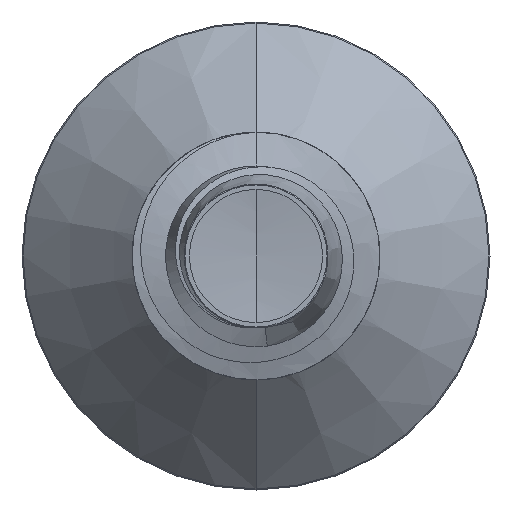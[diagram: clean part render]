
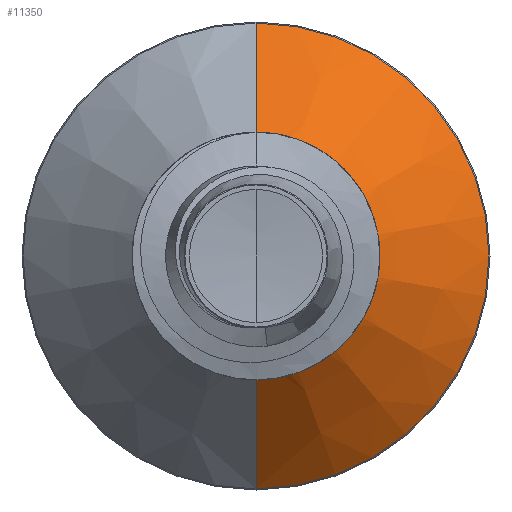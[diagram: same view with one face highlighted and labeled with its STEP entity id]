
A CAD part, front view. The second image highlights one B-rep face of the part: STEP entity #11350.
In plain terms, the highlighted conical face has half-angle 45 degrees and reference radius 0.724 mm.
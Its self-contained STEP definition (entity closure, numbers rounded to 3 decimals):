
#1091 = DIRECTION ( 'NONE',  ( 0., 0., 1. ) ) ;
#1218 = CONICAL_SURFACE ( 'NONE', #11261, 0.724, 0.785 ) ;
#1273 = DIRECTION ( 'NONE',  ( 0., 0.707, 0.707 ) ) ;
#1738 = DIRECTION ( 'NONE',  ( 0., 1., 0. ) ) ;
#2043 = CARTESIAN_POINT ( 'NONE',  ( 0., 4.174, 0. ) ) ;
#2215 = AXIS2_PLACEMENT_3D ( 'NONE', #14410, #7730, #1091 ) ;
#2840 = EDGE_CURVE ( 'NONE', #6170, #9890, #11967, .T. ) ;
#2892 = LINE ( 'NONE', #13520, #8815 ) ;
#3630 = CIRCLE ( 'NONE', #6218, 0.724 ) ;
#4288 = CARTESIAN_POINT ( 'NONE',  ( 0., 5.142, 1.692 ) ) ;
#4676 = VECTOR ( 'NONE', #13855, 1000. ) ;
#4969 = ORIENTED_EDGE ( 'NONE', *, *, #14215, .T. ) ;
#5355 = VERTEX_POINT ( 'NONE', #8937 ) ;
#5531 = EDGE_LOOP ( 'NONE', ( #4969, #8967, #5874, #13687 ) ) ;
#5874 = ORIENTED_EDGE ( 'NONE', *, *, #2840, .F. ) ;
#6170 = VERTEX_POINT ( 'NONE', #4288 ) ;
#6218 = AXIS2_PLACEMENT_3D ( 'NONE', #13278, #6609, #14390 ) ;
#6361 = FACE_OUTER_BOUND ( 'NONE', #5531, .T. ) ;
#6609 = DIRECTION ( 'NONE',  ( 0., 1., 0. ) ) ;
#7730 = DIRECTION ( 'NONE',  ( 0., 1., 0. ) ) ;
#8815 = VECTOR ( 'NONE', #1273, 1000. ) ;
#8937 = CARTESIAN_POINT ( 'NONE',  ( 0., 4.174, -0.724 ) ) ;
#8967 = ORIENTED_EDGE ( 'NONE', *, *, #12735, .T. ) ;
#9221 = CARTESIAN_POINT ( 'NONE',  ( 0., 5.142, -1.692 ) ) ;
#9382 = EDGE_CURVE ( 'NONE', #13539, #6170, #2892, .T. ) ;
#9812 = DIRECTION ( 'NONE',  ( 0., 0., 1. ) ) ;
#9890 = VERTEX_POINT ( 'NONE', #9221 ) ;
#11261 = AXIS2_PLACEMENT_3D ( 'NONE', #2043, #1738, #9812 ) ;
#11350 = ADVANCED_FACE ( 'NONE', ( #6361 ), #1218, .T. ) ;
#11967 = CIRCLE ( 'NONE', #2215, 1.692 ) ;
#12735 = EDGE_CURVE ( 'NONE', #5355, #9890, #13555, .T. ) ;
#12736 = CARTESIAN_POINT ( 'NONE',  ( 0., 4.174, -0.724 ) ) ;
#13278 = CARTESIAN_POINT ( 'NONE',  ( 0., 4.174, 0. ) ) ;
#13520 = CARTESIAN_POINT ( 'NONE',  ( 0., 4.174, 0.724 ) ) ;
#13539 = VERTEX_POINT ( 'NONE', #14003 ) ;
#13555 = LINE ( 'NONE', #12736, #4676 ) ;
#13687 = ORIENTED_EDGE ( 'NONE', *, *, #9382, .F. ) ;
#13855 = DIRECTION ( 'NONE',  ( 0., 0.707, -0.707 ) ) ;
#14003 = CARTESIAN_POINT ( 'NONE',  ( 0., 4.174, 0.724 ) ) ;
#14215 = EDGE_CURVE ( 'NONE', #13539, #5355, #3630, .T. ) ;
#14390 = DIRECTION ( 'NONE',  ( 0., 0., 1. ) ) ;
#14410 = CARTESIAN_POINT ( 'NONE',  ( 0., 5.142, 0. ) ) ;
